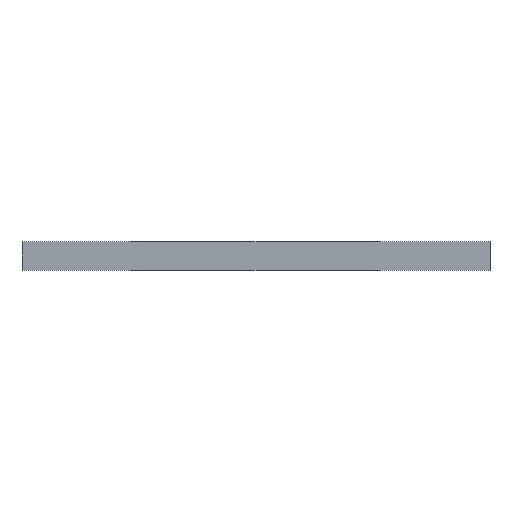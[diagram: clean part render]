
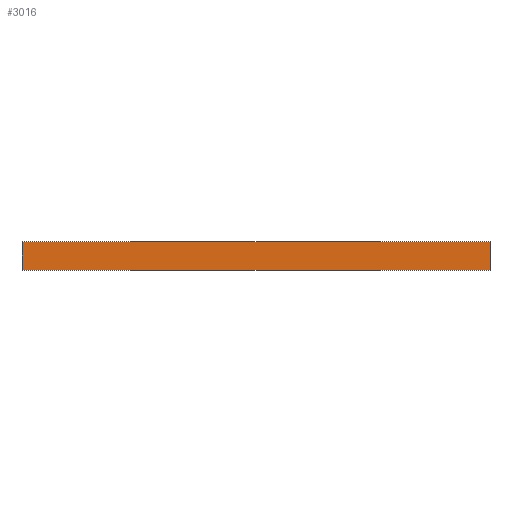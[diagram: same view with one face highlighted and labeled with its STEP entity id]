
A CAD part, front view. The second image highlights one B-rep face of the part: STEP entity #3016.
In plain terms, the highlighted planar face has unit normal (0, -1, 0).
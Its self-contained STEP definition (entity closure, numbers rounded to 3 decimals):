
#44 = PLANE('',#45);
#45 = AXIS2_PLACEMENT_3D('',#46,#47,#48);
#46 = CARTESIAN_POINT('',(-17.5,102.8,-1.05));
#47 = DIRECTION('',(1.,0.,0.));
#48 = DIRECTION('',(0.,0.,1.));
#100 = PLANE('',#101);
#101 = AXIS2_PLACEMENT_3D('',#102,#103,#104);
#102 = CARTESIAN_POINT('',(17.5,102.8,-1.05));
#103 = DIRECTION('',(1.,0.,0.));
#104 = DIRECTION('',(0.,0.,1.));
#126 = PLANE('',#127);
#127 = AXIS2_PLACEMENT_3D('',#128,#129,#130);
#128 = CARTESIAN_POINT('',(-17.5,102.8,1.05));
#129 = DIRECTION('',(0.,0.,1.));
#130 = DIRECTION('',(0.,-1.,0.));
#166 = VERTEX_POINT('',#167);
#167 = CARTESIAN_POINT('',(-17.5,-102.8,1.05));
#188 = EDGE_CURVE('',#189,#166,#191,.T.);
#189 = VERTEX_POINT('',#190);
#190 = CARTESIAN_POINT('',(-17.5,-102.8,-1.05));
#191 = SURFACE_CURVE('',#192,(#196,#203),.PCURVE_S1.);
#192 = LINE('',#193,#194);
#193 = CARTESIAN_POINT('',(-17.5,-102.8,-1.05));
#194 = VECTOR('',#195,1.);
#195 = DIRECTION('',(0.,0.,1.));
#196 = PCURVE('',#44,#197);
#197 = DEFINITIONAL_REPRESENTATION('',(#198),#202);
#198 = LINE('',#199,#200);
#199 = CARTESIAN_POINT('',(0.,205.6));
#200 = VECTOR('',#201,1.);
#201 = DIRECTION('',(1.,0.));
#202 = ( GEOMETRIC_REPRESENTATION_CONTEXT(2) 
PARAMETRIC_REPRESENTATION_CONTEXT() REPRESENTATION_CONTEXT('2D SPACE',''
  ) );
#203 = PCURVE('',#204,#209);
#204 = PLANE('',#205);
#205 = AXIS2_PLACEMENT_3D('',#206,#207,#208);
#206 = CARTESIAN_POINT('',(17.5,-102.8,-1.05));
#207 = DIRECTION('',(0.,1.,0.));
#208 = DIRECTION('',(0.,0.,1.));
#209 = DEFINITIONAL_REPRESENTATION('',(#210),#214);
#210 = LINE('',#211,#212);
#211 = CARTESIAN_POINT('',(0.,-35.));
#212 = VECTOR('',#213,1.);
#213 = DIRECTION('',(1.,0.));
#214 = ( GEOMETRIC_REPRESENTATION_CONTEXT(2) 
PARAMETRIC_REPRESENTATION_CONTEXT() REPRESENTATION_CONTEXT('2D SPACE',''
  ) );
#232 = PLANE('',#233);
#233 = AXIS2_PLACEMENT_3D('',#234,#235,#236);
#234 = CARTESIAN_POINT('',(17.5,-102.8,-1.05));
#235 = DIRECTION('',(0.,0.,1.));
#236 = DIRECTION('',(0.,1.,0.));
#1339 = EDGE_CURVE('',#1340,#166,#1342,.T.);
#1340 = VERTEX_POINT('',#1341);
#1341 = CARTESIAN_POINT('',(17.5,-102.8,1.05));
#1342 = SURFACE_CURVE('',#1343,(#1347,#1354),.PCURVE_S1.);
#1343 = LINE('',#1344,#1345);
#1344 = CARTESIAN_POINT('',(17.5,-102.8,1.05));
#1345 = VECTOR('',#1346,1.);
#1346 = DIRECTION('',(-1.,0.,0.));
#1347 = PCURVE('',#126,#1348);
#1348 = DEFINITIONAL_REPRESENTATION('',(#1349),#1353);
#1349 = LINE('',#1350,#1351);
#1350 = CARTESIAN_POINT('',(205.6,35.));
#1351 = VECTOR('',#1352,1.);
#1352 = DIRECTION('',(0.,-1.));
#1353 = ( GEOMETRIC_REPRESENTATION_CONTEXT(2) 
PARAMETRIC_REPRESENTATION_CONTEXT() REPRESENTATION_CONTEXT('2D SPACE',''
  ) );
#1354 = PCURVE('',#204,#1355);
#1355 = DEFINITIONAL_REPRESENTATION('',(#1356),#1360);
#1356 = LINE('',#1357,#1358);
#1357 = CARTESIAN_POINT('',(2.1,0.));
#1358 = VECTOR('',#1359,1.);
#1359 = DIRECTION('',(0.,-1.));
#1360 = ( GEOMETRIC_REPRESENTATION_CONTEXT(2) 
PARAMETRIC_REPRESENTATION_CONTEXT() REPRESENTATION_CONTEXT('2D SPACE',''
  ) );
#1840 = EDGE_CURVE('',#1841,#1340,#1843,.T.);
#1841 = VERTEX_POINT('',#1842);
#1842 = CARTESIAN_POINT('',(17.5,-102.8,-1.05));
#1843 = SURFACE_CURVE('',#1844,(#1848,#1855),.PCURVE_S1.);
#1844 = LINE('',#1845,#1846);
#1845 = CARTESIAN_POINT('',(17.5,-102.8,-1.05));
#1846 = VECTOR('',#1847,1.);
#1847 = DIRECTION('',(0.,0.,1.));
#1848 = PCURVE('',#100,#1849);
#1849 = DEFINITIONAL_REPRESENTATION('',(#1850),#1854);
#1850 = LINE('',#1851,#1852);
#1851 = CARTESIAN_POINT('',(0.,205.6));
#1852 = VECTOR('',#1853,1.);
#1853 = DIRECTION('',(1.,0.));
#1854 = ( GEOMETRIC_REPRESENTATION_CONTEXT(2) 
PARAMETRIC_REPRESENTATION_CONTEXT() REPRESENTATION_CONTEXT('2D SPACE',''
  ) );
#1855 = PCURVE('',#204,#1856);
#1856 = DEFINITIONAL_REPRESENTATION('',(#1857),#1861);
#1857 = LINE('',#1858,#1859);
#1858 = CARTESIAN_POINT('',(0.,0.));
#1859 = VECTOR('',#1860,1.);
#1860 = DIRECTION('',(1.,0.));
#1861 = ( GEOMETRIC_REPRESENTATION_CONTEXT(2) 
PARAMETRIC_REPRESENTATION_CONTEXT() REPRESENTATION_CONTEXT('2D SPACE',''
  ) );
#3016 = ADVANCED_FACE('',(#3017),#204,.F.);
#3017 = FACE_BOUND('',#3018,.F.);
#3018 = EDGE_LOOP('',(#3019,#3020,#3041,#3042));
#3019 = ORIENTED_EDGE('',*,*,#1840,.F.);
#3020 = ORIENTED_EDGE('',*,*,#3021,.T.);
#3021 = EDGE_CURVE('',#1841,#189,#3022,.T.);
#3022 = SURFACE_CURVE('',#3023,(#3027,#3034),.PCURVE_S1.);
#3023 = LINE('',#3024,#3025);
#3024 = CARTESIAN_POINT('',(17.5,-102.8,-1.05));
#3025 = VECTOR('',#3026,1.);
#3026 = DIRECTION('',(-1.,0.,0.));
#3027 = PCURVE('',#204,#3028);
#3028 = DEFINITIONAL_REPRESENTATION('',(#3029),#3033);
#3029 = LINE('',#3030,#3031);
#3030 = CARTESIAN_POINT('',(0.,0.));
#3031 = VECTOR('',#3032,1.);
#3032 = DIRECTION('',(0.,-1.));
#3033 = ( GEOMETRIC_REPRESENTATION_CONTEXT(2) 
PARAMETRIC_REPRESENTATION_CONTEXT() REPRESENTATION_CONTEXT('2D SPACE',''
  ) );
#3034 = PCURVE('',#232,#3035);
#3035 = DEFINITIONAL_REPRESENTATION('',(#3036),#3040);
#3036 = LINE('',#3037,#3038);
#3037 = CARTESIAN_POINT('',(0.,0.));
#3038 = VECTOR('',#3039,1.);
#3039 = DIRECTION('',(0.,1.));
#3040 = ( GEOMETRIC_REPRESENTATION_CONTEXT(2) 
PARAMETRIC_REPRESENTATION_CONTEXT() REPRESENTATION_CONTEXT('2D SPACE',''
  ) );
#3041 = ORIENTED_EDGE('',*,*,#188,.T.);
#3042 = ORIENTED_EDGE('',*,*,#1339,.F.);
